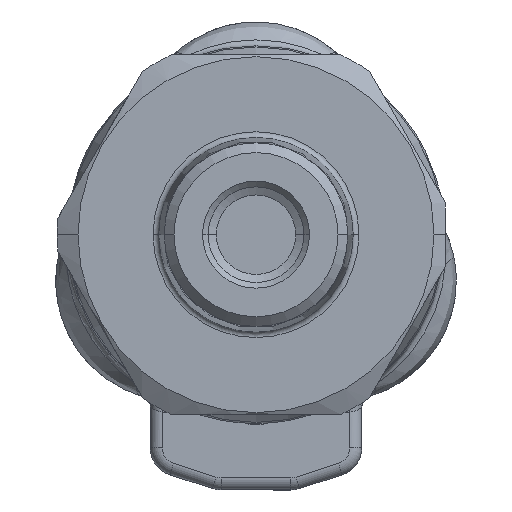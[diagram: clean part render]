
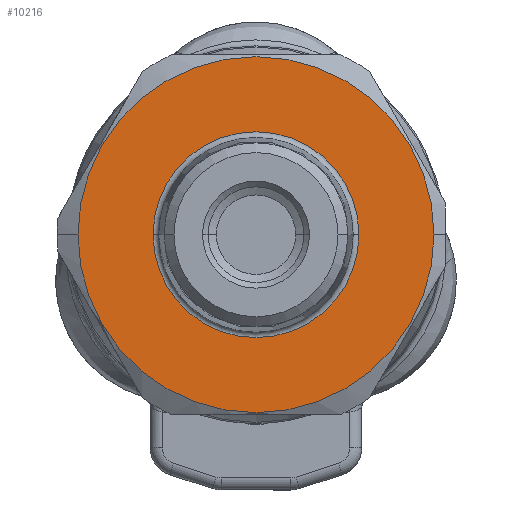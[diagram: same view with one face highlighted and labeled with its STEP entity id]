
A CAD part, front view. The second image highlights one B-rep face of the part: STEP entity #10216.
In plain terms, the highlighted face is planar.
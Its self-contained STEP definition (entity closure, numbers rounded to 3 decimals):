
#137 = AXIS2_PLACEMENT_3D ( 'NONE', #11338, #10152, #12696 ) ;
#446 = AXIS2_PLACEMENT_3D ( 'NONE', #10169, #2106, #3455 ) ;
#1822 = FACE_OUTER_BOUND ( 'NONE', #14276, .T. ) ;
#2106 = DIRECTION ( 'NONE',  ( 1., 0., 0. ) ) ;
#2586 = DIRECTION ( 'NONE',  ( 0., -1., 0. ) ) ;
#2634 = CARTESIAN_POINT ( 'NONE',  ( -14.6, -5.436, 0. ) ) ;
#3455 = DIRECTION ( 'NONE',  ( 0., 1., 0. ) ) ;
#3520 = VERTEX_POINT ( 'NONE', #11298 ) ;
#3619 = ORIENTED_EDGE ( 'NONE', *, *, #7595, .T. ) ;
#3888 = EDGE_CURVE ( 'NONE', #11267, #3520, #14187, .T. ) ;
#4481 = DIRECTION ( 'NONE',  ( 1., 0., 0. ) ) ;
#5675 = VERTEX_POINT ( 'NONE', #10025 ) ;
#5806 = CARTESIAN_POINT ( 'NONE',  ( -14.6, 0., 0. ) ) ;
#5902 = EDGE_CURVE ( 'NONE', #3520, #11267, #16579, .T. ) ;
#6747 = VERTEX_POINT ( 'NONE', #2634 ) ;
#7595 = EDGE_CURVE ( 'NONE', #5675, #6747, #8527, .T. ) ;
#8527 = CIRCLE ( 'NONE', #446, 5.436 ) ;
#9021 = AXIS2_PLACEMENT_3D ( 'NONE', #10669, #10503, #9095 ) ;
#9095 = DIRECTION ( 'NONE',  ( 0., 1., 0. ) ) ;
#10025 = CARTESIAN_POINT ( 'NONE',  ( -14.6, 5.436, 0. ) ) ;
#10152 = DIRECTION ( 'NONE',  ( 1., 0., 0. ) ) ;
#10169 = CARTESIAN_POINT ( 'NONE',  ( -14.6, 0., 0. ) ) ;
#10216 = ADVANCED_FACE ( 'NONE', ( #16294, #1822 ), #14569, .T. ) ;
#10503 = DIRECTION ( 'NONE',  ( 1., 0., 0. ) ) ;
#10669 = CARTESIAN_POINT ( 'NONE',  ( -14.6, 0., 0. ) ) ;
#11267 = VERTEX_POINT ( 'NONE', #12843 ) ;
#11298 = CARTESIAN_POINT ( 'NONE',  ( -14.6, 9.4, 0. ) ) ;
#11338 = CARTESIAN_POINT ( 'NONE',  ( -14.6, 0., 0. ) ) ;
#11444 = ORIENTED_EDGE ( 'NONE', *, *, #12190, .T. ) ;
#12190 = EDGE_CURVE ( 'NONE', #6747, #5675, #16392, .T. ) ;
#12696 = DIRECTION ( 'NONE',  ( 0., 1., 0. ) ) ;
#12843 = CARTESIAN_POINT ( 'NONE',  ( -14.6, -9.4, 0. ) ) ;
#13886 = DIRECTION ( 'NONE',  ( 0., 1., 0. ) ) ;
#14187 = CIRCLE ( 'NONE', #137, 9.4 ) ;
#14276 = EDGE_LOOP ( 'NONE', ( #16121, #15993 ) ) ;
#14569 = PLANE ( 'NONE',  #14805 ) ;
#14681 = DIRECTION ( 'NONE',  ( -1., 0., 0. ) ) ;
#14805 = AXIS2_PLACEMENT_3D ( 'NONE', #16153, #14681, #2586 ) ;
#15993 = ORIENTED_EDGE ( 'NONE', *, *, #3888, .F. ) ;
#16121 = ORIENTED_EDGE ( 'NONE', *, *, #5902, .F. ) ;
#16153 = CARTESIAN_POINT ( 'NONE',  ( -14.6, 9.4, 0. ) ) ;
#16294 = FACE_BOUND ( 'NONE', #17180, .T. ) ;
#16392 = CIRCLE ( 'NONE', #9021, 5.436 ) ;
#16532 = AXIS2_PLACEMENT_3D ( 'NONE', #5806, #4481, #13886 ) ;
#16579 = CIRCLE ( 'NONE', #16532, 9.4 ) ;
#17180 = EDGE_LOOP ( 'NONE', ( #3619, #11444 ) ) ;
